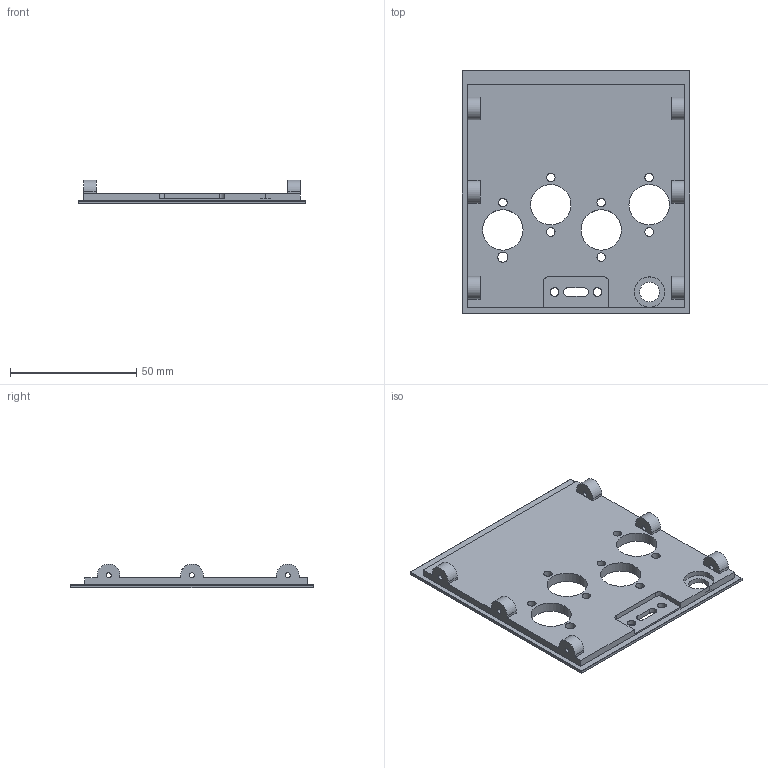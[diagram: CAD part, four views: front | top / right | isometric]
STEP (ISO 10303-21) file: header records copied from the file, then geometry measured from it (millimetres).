
FILE_DESCRIPTION(/* description */ (''),/* implementation_level */ '2;1');
FILE_NAME(/* name */ 'TheShutterTesterRearFlushText.step',/* time_stamp */ '2025-11-11T21:04:43Z',/* author */ (''),/* organization */ (''),/* preprocessor_version */ 'ST-DEVELOPER v20.1',/* originating_system */ 'Autodesk Translation Framework v14.21.0.0',/* authorisation */ '');
FILE_SCHEMA (('AUTOMOTIVE_DESIGN { 1 0 10303 214 3 1 1 }'));
Length unit declared in the file: millimetre
Products named in the file (2): TheShutterTesterRearFlushText; Component3
Assembly tree (1 placements, depth 2):
  TheShutterTesterRearFlushText
    Component3
Bounding box: 90 x 96.1 x 9.5 mm (x, y, z)
Volume: 28394.7 mm3; surface area: 24491.9 mm2
Topology: 31 solids, 31 shells, 1154 faces, 3172 edges, 2112 vertices
Faces by surface type: bspline 672, plane 449, cylinder 33
Full cylindrical faces by diameter (mm): 2 x6, 3.4 x9, 4 x1, 7.8 x1, 16 x4
Entity records: 42808 total; most frequent: CARTESIAN_POINT 17866, ORIENTED_EDGE 6346, EDGE_CURVE 3173, DIRECTION 2871, VERTEX_POINT 2112, LINE 1757, VECTOR 1757, B_SPLINE_CURVE_WITH_KNOTS 1344
